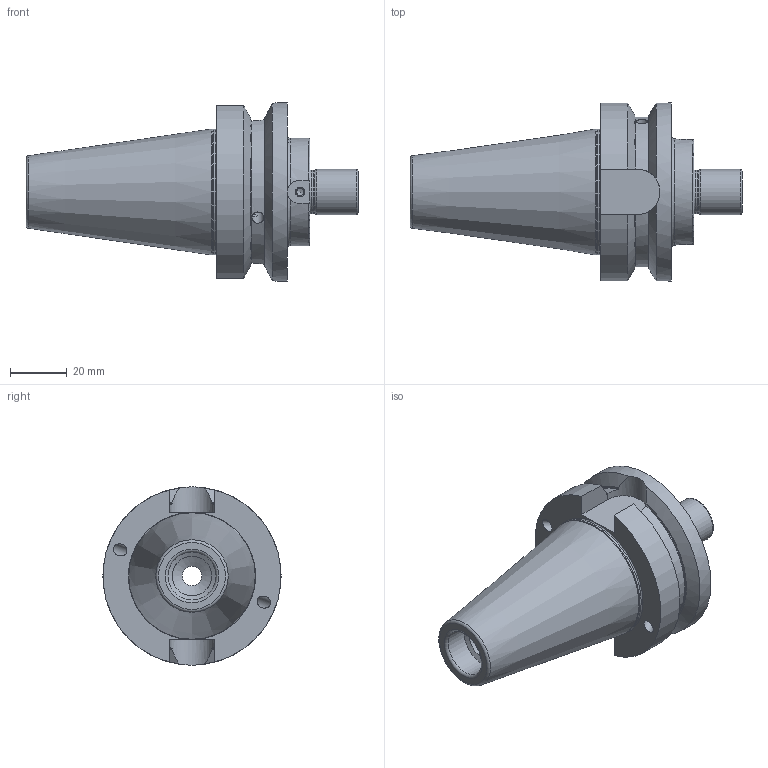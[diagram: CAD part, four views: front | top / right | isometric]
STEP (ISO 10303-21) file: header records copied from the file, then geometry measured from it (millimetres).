
FILE_DESCRIPTION(/* description */ (''),/* implementation_level */ '2;1');
FILE_NAME(/* name */ '7540051-01.stp',/* time_stamp */ '2019-07-09T08:33:46+02:00',/* author */ ('SCHUESSLER'),/* organization */ (''),/* preprocessor_version */ 'ST-DEVELOPER v17.2',/* originating_system */ 'Autodesk Inventor 2019',/* authorisation */ '');
FILE_SCHEMA (('AUTOMOTIVE_DESIGN { 1 0 10303 214 3 1 1 }'));
Length unit declared in the file: millimetre
Products named in the file (1): 7540051-01
Bounding box: 117.4 x 63 x 63 mm (x, y, z)
Volume: 129299.2 mm3; surface area: 26350.7 mm2
Topology: 1 solids, 1 shells, 87 faces, 282 edges, 195 vertices
Faces by surface type: cylinder 28, cone 22, plane 22, torus 15
Full cylindrical faces by diameter (mm): 1.5 x4, 2.459 x2, 4.2 x4, 6.8 x1, 8.4 x1, 14 x1, 15.4 x1, 16 x1, 17 x1, 44.25 x1, 63 x1
Entity records: 3581 total; most frequent: CARTESIAN_POINT 1018, ORIENTED_EDGE 552, DIRECTION 538, EDGE_CURVE 276, AXIS2_PLACEMENT_3D 226, VERTEX_POINT 195, CIRCLE 130, EDGE_LOOP 101
